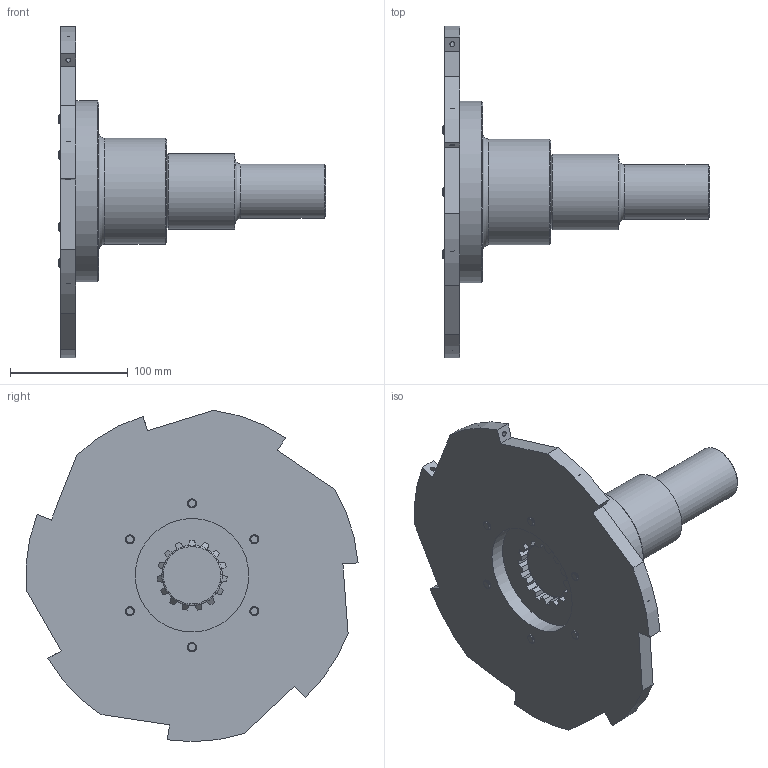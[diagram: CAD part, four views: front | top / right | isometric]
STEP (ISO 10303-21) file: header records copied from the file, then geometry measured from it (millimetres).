
FILE_DESCRIPTION(('FreeCAD Model'),'2;1');
FILE_NAME('Open CASCADE Shape Model','2025-05-07T18:34:53',('FreeCAD'),( 'FreeCAD'),'Open CASCADE STEP processor 7.6','FreeCAD','Unknown');
FILE_SCHEMA(('AUTOMOTIVE_DESIGN { 1 0 10303 214 1 1 1 1 }'));
Length unit declared in the file: millimetre
Products named in the file (1): Open CASCADE STEP translator 7.6 1
Bounding box: 226.64 x 281.67 x 281.13 mm (x, y, z)
Volume: 1677975.7 mm3; surface area: 261573.4 mm2
Topology: 9 solids, 9 shells, 343 faces, 859 edges, 555 vertices
Faces by surface type: bspline 343
Entity records: 10739 total; most frequent: CARTESIAN_POINT 5854, ORIENTED_EDGE 1702, EDGE_CURVE 851, VERTEX_POINT 555, B_SPLINE_CURVE_WITH_KNOTS 422, FACE_BOUND 400, EDGE_LOOP 400, ADVANCED_FACE 343
